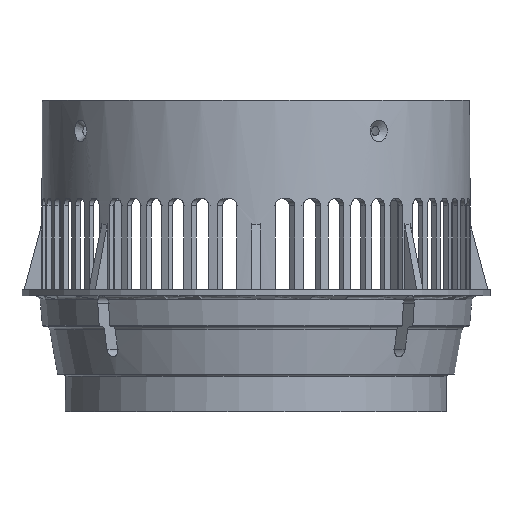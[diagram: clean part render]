
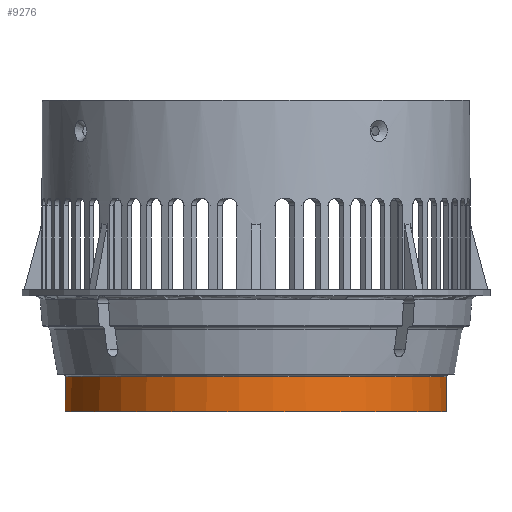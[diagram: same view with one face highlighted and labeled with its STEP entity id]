
A CAD part, front view. The second image highlights one B-rep face of the part: STEP entity #9276.
In plain terms, the highlighted conical face has half-angle 1 degrees and reference radius 626.497 mm.
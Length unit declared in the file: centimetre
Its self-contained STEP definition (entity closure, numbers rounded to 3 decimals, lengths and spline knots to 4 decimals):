
#404=CONICAL_SURFACE('',#11637,62.6497,0.017);
#1169=FACE_OUTER_BOUND('',#1763,.T.);
#1763=EDGE_LOOP('',(#8688,#8689,#8690,#8691,#8692));
#2221=CIRCLE('',#11635,62.5494);
#2222=CIRCLE('',#11636,62.5494);
#2223=CIRCLE('',#11638,62.75);
#3745=VERTEX_POINT('',#25118);
#3746=VERTEX_POINT('',#25120);
#3747=VERTEX_POINT('',#25124);
#5399=EDGE_CURVE('',#3746,#3745,#2221,.T.);
#5400=EDGE_CURVE('',#3745,#3746,#2222,.T.);
#5401=EDGE_CURVE('',#3747,#3747,#2223,.T.);
#5402=EDGE_CURVE('',#3747,#3746,#9996,.T.);
#8688=ORIENTED_EDGE('',*,*,#5401,.F.);
#8689=ORIENTED_EDGE('',*,*,#5402,.T.);
#8690=ORIENTED_EDGE('',*,*,#5399,.T.);
#8691=ORIENTED_EDGE('',*,*,#5400,.T.);
#8692=ORIENTED_EDGE('',*,*,#5402,.F.);
#9276=ADVANCED_FACE('',(#1169),#404,.T.);
#9996=LINE('',#25126,#10712);
#10712=VECTOR('',#14202,62.6497);
#11635=AXIS2_PLACEMENT_3D('',#25121,#14194,#14195);
#11636=AXIS2_PLACEMENT_3D('',#25122,#14196,#14197);
#11637=AXIS2_PLACEMENT_3D('',#25123,#14198,#14199);
#11638=AXIS2_PLACEMENT_3D('',#25125,#14200,#14201);
#14194=DIRECTION('center_axis',(0.,0.,
-1.));
#14195=DIRECTION('ref_axis',(0.707,-0.707,0.));
#14196=DIRECTION('center_axis',(0.,0.,
-1.));
#14197=DIRECTION('ref_axis',(0.707,-0.707,0.));
#14198=DIRECTION('center_axis',(0.,0.,
-1.));
#14199=DIRECTION('ref_axis',(0.707,-0.707,0.));
#14200=DIRECTION('center_axis',(0.,0.,
-1.));
#14201=DIRECTION('ref_axis',(0.707,-0.707,0.));
#14202=DIRECTION('',(0.012,-0.012,1.));
#25118=CARTESIAN_POINT('',(-44.2291,-44.2291,11.4913));
#25120=CARTESIAN_POINT('',(-44.2291,44.2291,11.4913));
#25121=CARTESIAN_POINT('Origin',(0.,0.,
11.4913));
#25122=CARTESIAN_POINT('Origin',(0.,0.,
11.4913));
#25123=CARTESIAN_POINT('Origin',(0.,0.,
5.7456));
#25124=CARTESIAN_POINT('',(-44.371,44.371,0.));
#25125=CARTESIAN_POINT('Origin',(0.,0.,0.));
#25126=CARTESIAN_POINT('',(-44.3,44.3,5.7456));
